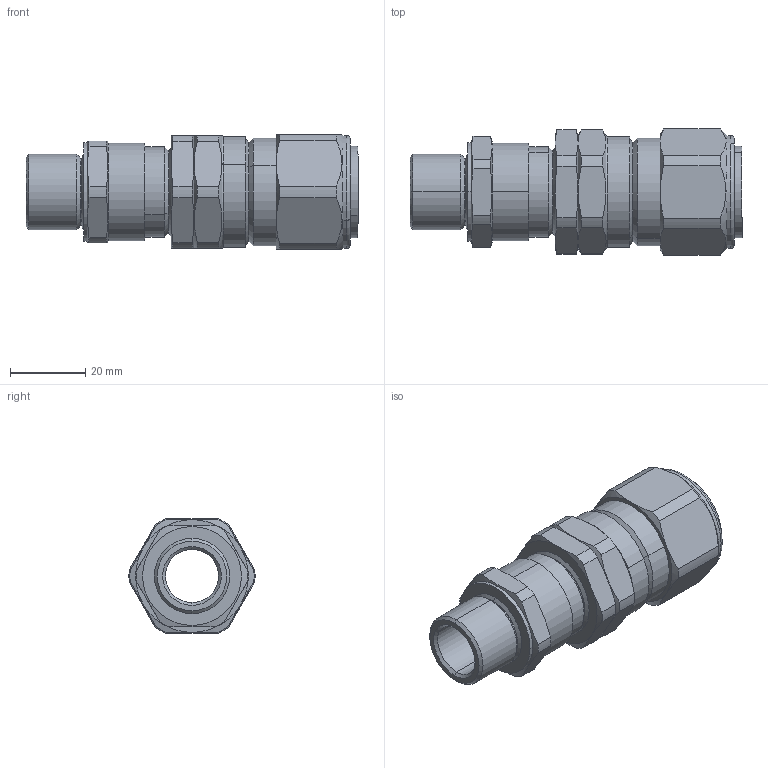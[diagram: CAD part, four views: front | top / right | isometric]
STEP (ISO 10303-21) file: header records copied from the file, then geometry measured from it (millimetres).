
FILE_DESCRIPTION (( 'STEP AP203' ), '1' );
FILE_NAME ('20E%1RA.STEP', '2021-04-21T10:19:30', ( '' ), ( '' ), 'SwSTEP 2.0', 'SolidWorks 2017', '' );
FILE_SCHEMA (( 'CONFIG_CONTROL_DESIGN' ));
Length unit declared in the file: millimetre
Products named in the file (1): 20E%1RA
Bounding box: 88.3 x 33.53 x 30.5 mm (x, y, z)
Volume: 29238.6 mm3; surface area: 14697.7 mm2
Topology: 1 solids, 1 shells, 146 faces, 342 edges, 208 vertices
Faces by surface type: cone 54, cylinder 50, plane 36, torus 6
Entity records: 4521 total; most frequent: CARTESIAN_POINT 1133, DIRECTION 714, ORIENTED_EDGE 684, EDGE_CURVE 342, AXIS2_PLACEMENT_3D 305, VERTEX_POINT 208, EDGE_LOOP 158, CIRCLE 158
